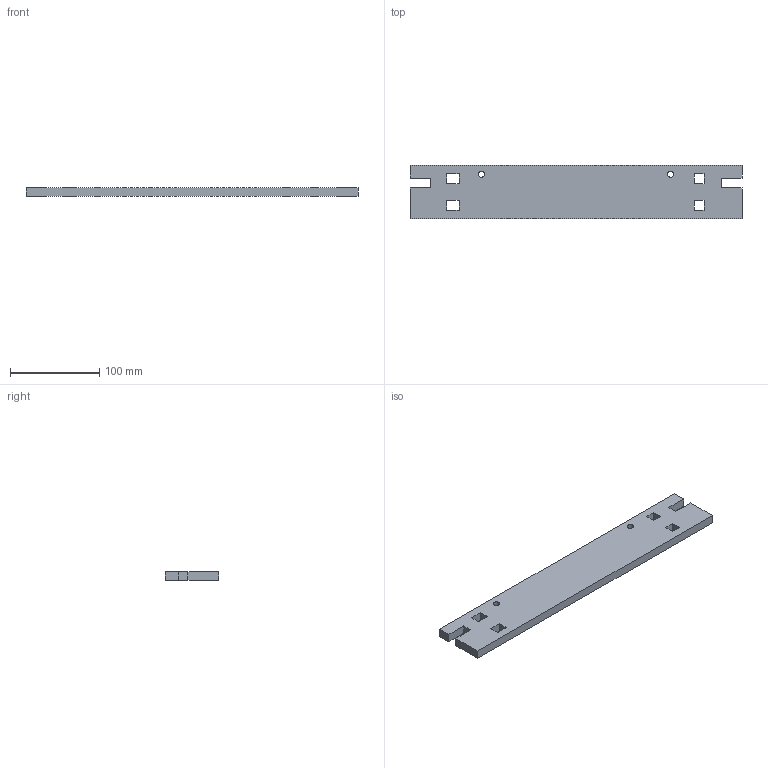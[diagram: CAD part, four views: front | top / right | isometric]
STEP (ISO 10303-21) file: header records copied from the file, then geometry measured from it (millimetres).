
FILE_DESCRIPTION(('STEP AP214'),'1');
FILE_NAME('cctmp_F35CE065-952D-4E10-AAEB-E096B87C478F_2025_03_31_08_28_30_0444..stp','2025-03-31T06:28:30',('SIEMENS A&D'),('CADClick - www.CADClick.com'),'Spatial InterOp 3D',' ','unknown authorization');
FILE_SCHEMA(('AUTOMOTIVE_DESIGN'));
Length unit declared in the file: millimetre
Products named in the file (1): 2025_03_31_08_28_30_0421
Bounding box: 372 x 60 x 10 mm (x, y, z)
Volume: 211760.3 mm3; surface area: 54251.9 mm2
Topology: 1 solids, 1 shells, 34 faces, 96 edges, 64 vertices
Faces by surface type: plane 30, cylinder 4
Entity records: 1408 total; most frequent: CARTESIAN_POINT 195, ORIENTED_EDGE 192, DIRECTION 174, EDGE_CURVE 96, LINE 88, VECTOR 88, VERTEX_POINT 64, EDGE_LOOP 46
